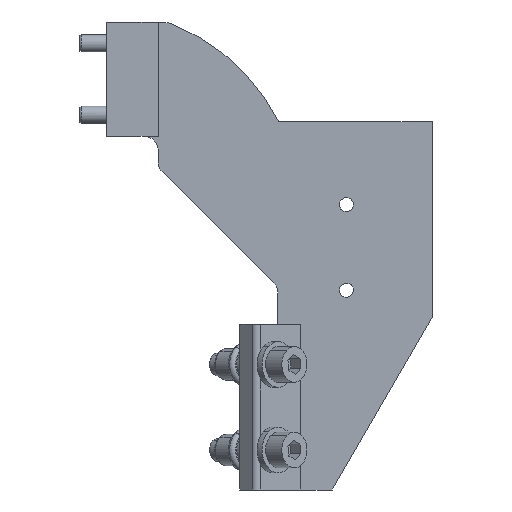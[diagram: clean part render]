
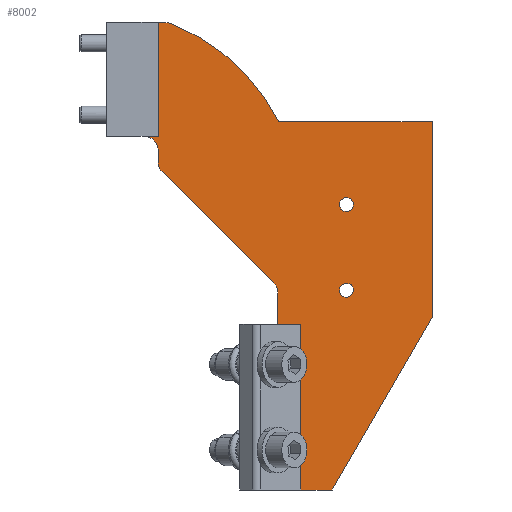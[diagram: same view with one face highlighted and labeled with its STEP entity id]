
A CAD part, front view. The second image highlights one B-rep face of the part: STEP entity #8002.
In plain terms, the highlighted planar face has unit normal (0, -1, 0).
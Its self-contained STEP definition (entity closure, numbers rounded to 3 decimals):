
#7454=AXIS2_PLACEMENT_3D('Circle Axis2P3D',#7452,#7453,$) ;
#7485=AXIS2_PLACEMENT_3D('Circle Axis2P3D',#7483,#7484,$) ;
#7539=AXIS2_PLACEMENT_3D('Circle Axis2P3D',#7537,#7538,$) ;
#7565=AXIS2_PLACEMENT_3D('Circle Axis2P3D',#7563,#7564,$) ;
#7596=AXIS2_PLACEMENT_3D('Circle Axis2P3D',#7594,#7595,$) ;
#7627=AXIS2_PLACEMENT_3D('Circle Axis2P3D',#7625,#7626,$) ;
#7658=AXIS2_PLACEMENT_3D('Circle Axis2P3D',#7656,#7657,$) ;
#7812=AXIS2_PLACEMENT_3D('Circle Axis2P3D',#7810,#7811,$) ;
#7874=AXIS2_PLACEMENT_3D('Circle Axis2P3D',#7872,#7873,$) ;
#7954=AXIS2_PLACEMENT_3D('Plane Axis2P3D',#7951,#7952,#7953) ;
#6941=CARTESIAN_POINT('Vertex',(-17.,-8.,194.)) ;
#6948=CARTESIAN_POINT('Vertex',(-17.,-8.,154.)) ;
#6951=CARTESIAN_POINT('Line Origine',(-17.,-8.,174.)) ;
#6984=CARTESIAN_POINT('Vertex',(25.,-8.,88.)) ;
#6991=CARTESIAN_POINT('Vertex',(33.,-8.,88.)) ;
#6994=CARTESIAN_POINT('Line Origine',(29.,-8.,88.)) ;
#7019=CARTESIAN_POINT('Vertex',(33.,-8.,30.)) ;
#7022=CARTESIAN_POINT('Line Origine',(33.,-8.,59.)) ;
#7417=CARTESIAN_POINT('Line Origine',(-16.4,-8.,194.)) ;
#7421=CARTESIAN_POINT('Vertex',(-15.8,-8.,194.)) ;
#7452=CARTESIAN_POINT('Axis2P3D Location',(-15.963,-8.,184.001)) ;
#7456=CARTESIAN_POINT('Vertex',(-12.373,-8.,193.335)) ;
#7483=CARTESIAN_POINT('Axis2P3D Location',(-37.5,-8.,128.)) ;
#7487=CARTESIAN_POINT('Vertex',(25.261,-8.,159.)) ;
#7520=CARTESIAN_POINT('Vertex',(-22.,-8.,154.)) ;
#7534=CARTESIAN_POINT('Vertex',(-17.,-8.,149.)) ;
#7537=CARTESIAN_POINT('Axis2P3D Location',(-22.,-8.,149.)) ;
#7558=CARTESIAN_POINT('Vertex',(51.158,-8.,131.179)) ;
#7563=CARTESIAN_POINT('Axis2P3D Location',(49.,-8.,130.)) ;
#7567=CARTESIAN_POINT('Vertex',(46.842,-8.,128.821)) ;
#7594=CARTESIAN_POINT('Axis2P3D Location',(49.,-8.,130.)) ;
#7620=CARTESIAN_POINT('Vertex',(46.842,-8.,98.821)) ;
#7625=CARTESIAN_POINT('Axis2P3D Location',(49.,-8.,100.)) ;
#7629=CARTESIAN_POINT('Vertex',(51.158,-8.,101.179)) ;
#7656=CARTESIAN_POINT('Axis2P3D Location',(49.,-8.,100.)) ;
#7743=CARTESIAN_POINT('Vertex',(44.,-8.,30.)) ;
#7746=CARTESIAN_POINT('Line Origine',(38.5,-8.,30.)) ;
#7781=CARTESIAN_POINT('Vertex',(-17.,-8.,145.)) ;
#7784=CARTESIAN_POINT('Line Origine',(-17.,-8.,147.)) ;
#7805=CARTESIAN_POINT('Vertex',(-15.529,-8.,141.458)) ;
#7810=CARTESIAN_POINT('Axis2P3D Location',(-12.,-8.,145.)) ;
#7836=CARTESIAN_POINT('Vertex',(23.529,-8.,102.542)) ;
#7841=CARTESIAN_POINT('Line Origine',(4.,-8.,122.)) ;
#7867=CARTESIAN_POINT('Vertex',(25.,-8.,99.)) ;
#7872=CARTESIAN_POINT('Axis2P3D Location',(20.,-8.,99.)) ;
#7894=CARTESIAN_POINT('Line Origine',(25.,-8.,93.5)) ;
#7935=CARTESIAN_POINT('Line Origine',(-19.5,-8.,154.)) ;
#7951=CARTESIAN_POINT('Axis2P3D Location',(0.,-8.,0.)) ;
#7956=CARTESIAN_POINT('Line Origine',(61.5,-8.,60.311)) ;
#7960=CARTESIAN_POINT('Vertex',(79.,-8.,90.622)) ;
#7963=CARTESIAN_POINT('Line Origine',(79.,-8.,124.811)) ;
#7967=CARTESIAN_POINT('Vertex',(79.,-8.,159.)) ;
#7970=CARTESIAN_POINT('Line Origine',(52.131,-8.,159.)) ;
#6952=DIRECTION('Vector Direction',(0.,0.,1.)) ;
#6995=DIRECTION('Vector Direction',(-1.,0.,0.)) ;
#7023=DIRECTION('Vector Direction',(0.,0.,1.)) ;
#7418=DIRECTION('Vector Direction',(1.,0.,0.)) ;
#7453=DIRECTION('Axis2P3D Direction',(0.,1.,-0.)) ;
#7484=DIRECTION('Axis2P3D Direction',(0.,1.,-0.)) ;
#7538=DIRECTION('Axis2P3D Direction',(0.,1.,0.)) ;
#7564=DIRECTION('Axis2P3D Direction',(0.,-1.,0.)) ;
#7595=DIRECTION('Axis2P3D Direction',(0.,-1.,0.)) ;
#7626=DIRECTION('Axis2P3D Direction',(0.,-1.,0.)) ;
#7657=DIRECTION('Axis2P3D Direction',(0.,-1.,0.)) ;
#7747=DIRECTION('Vector Direction',(-1.,0.,0.)) ;
#7785=DIRECTION('Vector Direction',(0.,0.,1.)) ;
#7811=DIRECTION('Axis2P3D Direction',(0.,1.,0.)) ;
#7842=DIRECTION('Vector Direction',(-0.708,0.,0.706)) ;
#7873=DIRECTION('Axis2P3D Direction',(0.,1.,-0.)) ;
#7895=DIRECTION('Vector Direction',(0.,0.,1.)) ;
#7936=DIRECTION('Vector Direction',(1.,0.,0.)) ;
#7952=DIRECTION('Axis2P3D Direction',(0.,1.,-0.)) ;
#7953=DIRECTION('Axis2P3D XDirection',(-1.,0.,0.)) ;
#7957=DIRECTION('Vector Direction',(-0.5,0.,-0.866)) ;
#7964=DIRECTION('Vector Direction',(0.,0.,-1.)) ;
#7971=DIRECTION('Vector Direction',(1.,0.,0.)) ;
#6953=VECTOR('Line Direction',#6952,1.) ;
#6996=VECTOR('Line Direction',#6995,1.) ;
#7024=VECTOR('Line Direction',#7023,1.) ;
#7419=VECTOR('Line Direction',#7418,1.) ;
#7748=VECTOR('Line Direction',#7747,1.) ;
#7786=VECTOR('Line Direction',#7785,1.) ;
#7843=VECTOR('Line Direction',#7842,1.) ;
#7896=VECTOR('Line Direction',#7895,1.) ;
#7937=VECTOR('Line Direction',#7936,1.) ;
#7958=VECTOR('Line Direction',#7957,1.) ;
#7965=VECTOR('Line Direction',#7964,1.) ;
#7972=VECTOR('Line Direction',#7971,1.) ;
#7976=ORIENTED_EDGE('',*,*,#7750,.F.) ;
#7977=ORIENTED_EDGE('',*,*,#7962,.F.) ;
#7978=ORIENTED_EDGE('',*,*,#7969,.F.) ;
#7979=ORIENTED_EDGE('',*,*,#7974,.F.) ;
#7980=ORIENTED_EDGE('',*,*,#7489,.F.) ;
#7981=ORIENTED_EDGE('',*,*,#7458,.F.) ;
#7982=ORIENTED_EDGE('',*,*,#7423,.F.) ;
#7983=ORIENTED_EDGE('',*,*,#6955,.F.) ;
#7984=ORIENTED_EDGE('',*,*,#7939,.F.) ;
#7985=ORIENTED_EDGE('',*,*,#7541,.T.) ;
#7986=ORIENTED_EDGE('',*,*,#7788,.F.) ;
#7987=ORIENTED_EDGE('',*,*,#7814,.F.) ;
#7988=ORIENTED_EDGE('',*,*,#7845,.F.) ;
#7989=ORIENTED_EDGE('',*,*,#7876,.F.) ;
#7990=ORIENTED_EDGE('',*,*,#7898,.F.) ;
#7991=ORIENTED_EDGE('',*,*,#6998,.F.) ;
#7992=ORIENTED_EDGE('',*,*,#7026,.F.) ;
#7995=ORIENTED_EDGE('',*,*,#7598,.T.) ;
#7996=ORIENTED_EDGE('',*,*,#7569,.T.) ;
#7999=ORIENTED_EDGE('',*,*,#7660,.T.) ;
#8000=ORIENTED_EDGE('',*,*,#7631,.T.) ;
#7997=FACE_BOUND('',#7994,.T.) ;
#8001=FACE_BOUND('',#7998,.T.) ;
#8002=ADVANCED_FACE('Brep With Voids',(#7993,#7997,#8001),#7955,.F.) ;
#7455=CIRCLE('generated circle',#7454,10.) ;
#7486=CIRCLE('generated circle',#7485,70.) ;
#7540=CIRCLE('generated circle',#7539,5.) ;
#7566=CIRCLE('generated circle',#7565,2.459) ;
#7597=CIRCLE('generated circle',#7596,2.459) ;
#7628=CIRCLE('generated circle',#7627,2.459) ;
#7659=CIRCLE('generated circle',#7658,2.459) ;
#7813=CIRCLE('generated circle',#7812,5.) ;
#7875=CIRCLE('generated circle',#7874,5.) ;
#6955=EDGE_CURVE('',#6949,#6942,#6954,.T.) ;
#6998=EDGE_CURVE('',#6992,#6985,#6997,.T.) ;
#7026=EDGE_CURVE('',#7020,#6992,#7025,.T.) ;
#7423=EDGE_CURVE('',#6942,#7422,#7420,.T.) ;
#7458=EDGE_CURVE('',#7422,#7457,#7455,.T.) ;
#7489=EDGE_CURVE('',#7457,#7488,#7486,.T.) ;
#7541=EDGE_CURVE('',#7521,#7535,#7540,.T.) ;
#7569=EDGE_CURVE('',#7568,#7559,#7566,.F.) ;
#7598=EDGE_CURVE('',#7559,#7568,#7597,.F.) ;
#7631=EDGE_CURVE('',#7630,#7621,#7628,.F.) ;
#7660=EDGE_CURVE('',#7621,#7630,#7659,.F.) ;
#7750=EDGE_CURVE('',#7744,#7020,#7749,.T.) ;
#7788=EDGE_CURVE('',#7782,#7535,#7787,.T.) ;
#7814=EDGE_CURVE('',#7806,#7782,#7813,.T.) ;
#7845=EDGE_CURVE('',#7837,#7806,#7844,.T.) ;
#7876=EDGE_CURVE('',#7868,#7837,#7875,.F.) ;
#7898=EDGE_CURVE('',#6985,#7868,#7897,.T.) ;
#7939=EDGE_CURVE('',#7521,#6949,#7938,.T.) ;
#7962=EDGE_CURVE('',#7961,#7744,#7959,.T.) ;
#7969=EDGE_CURVE('',#7968,#7961,#7966,.T.) ;
#7974=EDGE_CURVE('',#7488,#7968,#7973,.T.) ;
#7975=EDGE_LOOP('',(#7976,#7977,#7978,#7979,#7980,#7981,#7982,#7983,#7984,#7985,#7986,#7987,#7988,#7989,#7990,#7991,#7992)) ;
#7994=EDGE_LOOP('',(#7995,#7996)) ;
#7998=EDGE_LOOP('',(#7999,#8000)) ;
#7993=FACE_OUTER_BOUND('',#7975,.T.) ;
#6954=LINE('Line',#6951,#6953) ;
#6997=LINE('Line',#6994,#6996) ;
#7025=LINE('Line',#7022,#7024) ;
#7420=LINE('Line',#7417,#7419) ;
#7749=LINE('Line',#7746,#7748) ;
#7787=LINE('Line',#7784,#7786) ;
#7844=LINE('Line',#7841,#7843) ;
#7897=LINE('Line',#7894,#7896) ;
#7938=LINE('Line',#7935,#7937) ;
#7959=LINE('Line',#7956,#7958) ;
#7966=LINE('Line',#7963,#7965) ;
#7973=LINE('Line',#7970,#7972) ;
#7955=PLANE('',#7954) ;
#6942=VERTEX_POINT('',#6941) ;
#6949=VERTEX_POINT('',#6948) ;
#6985=VERTEX_POINT('',#6984) ;
#6992=VERTEX_POINT('',#6991) ;
#7020=VERTEX_POINT('',#7019) ;
#7422=VERTEX_POINT('',#7421) ;
#7457=VERTEX_POINT('',#7456) ;
#7488=VERTEX_POINT('',#7487) ;
#7521=VERTEX_POINT('',#7520) ;
#7535=VERTEX_POINT('',#7534) ;
#7559=VERTEX_POINT('',#7558) ;
#7568=VERTEX_POINT('',#7567) ;
#7621=VERTEX_POINT('',#7620) ;
#7630=VERTEX_POINT('',#7629) ;
#7744=VERTEX_POINT('',#7743) ;
#7782=VERTEX_POINT('',#7781) ;
#7806=VERTEX_POINT('',#7805) ;
#7837=VERTEX_POINT('',#7836) ;
#7868=VERTEX_POINT('',#7867) ;
#7961=VERTEX_POINT('',#7960) ;
#7968=VERTEX_POINT('',#7967) ;
